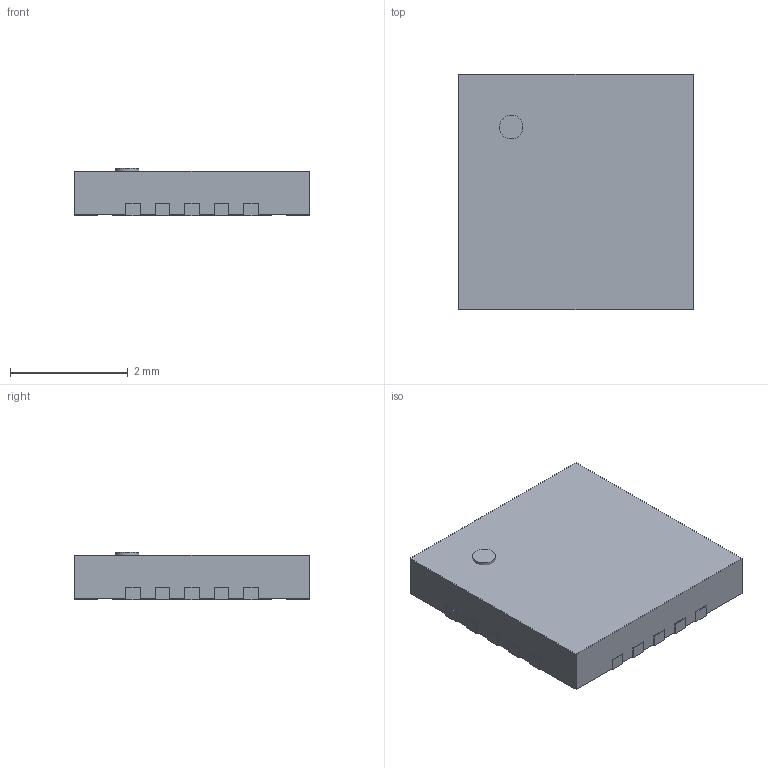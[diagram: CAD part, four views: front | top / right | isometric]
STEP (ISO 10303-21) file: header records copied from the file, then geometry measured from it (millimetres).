
FILE_DESCRIPTION(/* description */ ('model of TQFN-20-1EP_4x4mm_P0.5mm_EP2.7x2.7mm'),/* implementation_level */ '2;1');
FILE_NAME(/* name */ 'TQFN-20-1EP_4x4mm_P0.5mm_EP2.7x2.7mm.step',/* time_stamp */ '2023-02-18T14:41:23',/* author */ ('KiCAD','kicad'),/* organization */ ('OCCT'),/* preprocessor_version */ '',/* originating_system */ 'KiCAD',/* authorisation */ '');
FILE_SCHEMA(('AUTOMOTIVE_DESIGN { 1 0 10303 214 1 1 1 1 }'));
Length unit declared in the file: millimetre
Products named in the file (8): CQ assembly; 9b05e0e0-afcc-11ed-b42c-7738458ae591; 9b05e0e1-afcc-11ed-b42c-7738458ae591; 9b05e0e1-afcc-11ed-b42c-7738458ae591_part; 9b05e0e2-afcc-11ed-b42c-7738458ae591; 9b05e0e2-afcc-11ed-b42c-7738458ae591_part; 9b05e0e3-afcc-11ed-b42c-7738458ae591; 9b05e0e3-afcc-11ed-b42c-7738458ae591_part
Assembly tree (7 placements, depth 4):
  CQ assembly
    9b05e0e0-afcc-11ed-b42c-7738458ae591
      9b05e0e1-afcc-11ed-b42c-7738458ae591
        9b05e0e1-afcc-11ed-b42c-7738458ae591_part
      9b05e0e2-afcc-11ed-b42c-7738458ae591
        9b05e0e2-afcc-11ed-b42c-7738458ae591_part
      9b05e0e3-afcc-11ed-b42c-7738458ae591
        9b05e0e3-afcc-11ed-b42c-7738458ae591_part
Bounding box: 4 x 4 x 0.8 mm (x, y, z)
Volume: 11.8 mm3; surface area: 69.5 mm2
Topology: 23 solids, 23 shells, 222 faces, 525 edges, 350 vertices
Faces by surface type: plane 181, cylinder 41
Full cylindrical faces by diameter (mm): 0.4 x1
Entity records: 6590 total; most frequent: CARTESIAN_POINT 1105, DIRECTION 1067, ORIENTED_EDGE 1050, EDGE_CURVE 525, LINE 443, VECTOR 443, VERTEX_POINT 350, AXIS2_PLACEMENT_3D 312
